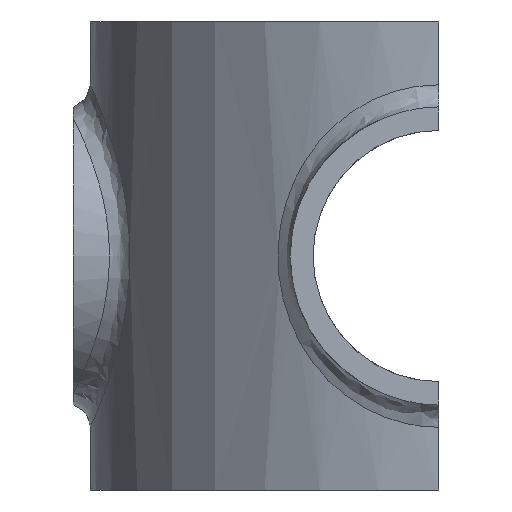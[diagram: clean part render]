
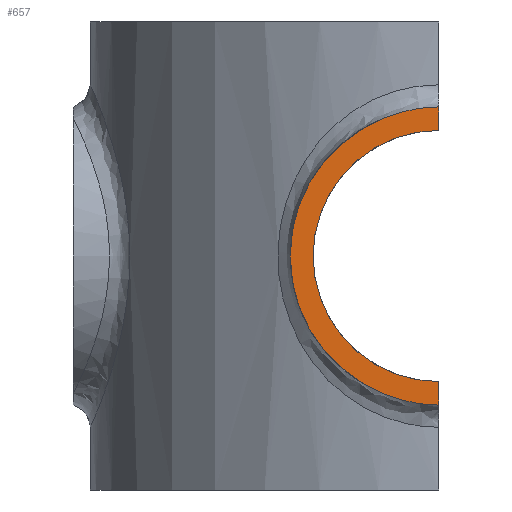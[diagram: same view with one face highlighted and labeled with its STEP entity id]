
A CAD part, left-side view. The second image highlights one B-rep face of the part: STEP entity #657.
In plain terms, the highlighted planar face has unit normal (-1, 0, 0).
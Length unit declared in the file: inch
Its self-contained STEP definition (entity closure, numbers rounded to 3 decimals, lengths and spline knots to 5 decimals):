
#32=B_SPLINE_CURVE_WITH_KNOTS('',3,(#1232,#1233,#1234,#1235,#1236,#1237,
#1238,#1239,#1240,#1241,#1242,#1243),.UNSPECIFIED.,.F.,.F.,(4,2,2,2,2,4),
(12.87237,13.79182,15.17892,17.99537,22.01287,
25.73586),.UNSPECIFIED.);
#34=B_SPLINE_CURVE_WITH_KNOTS('',3,(#1262,#1263,#1264,#1265,#1266,#1267,
#1268,#1269,#1270,#1271,#1272,#1273),.UNSPECIFIED.,.F.,.F.,(4,2,2,2,2,4),
(0.,6.34304,10.25224,11.77472,12.79691,
12.87237),.UNSPECIFIED.);
#57=CIRCLE('',#700,13.);
#70=CIRCLE('',#728,11.);
#105=FACE_OUTER_BOUND('',#144,.T.);
#144=EDGE_LOOP('',(#573,#574,#575,#576,#577,#578));
#190=LINE('',#1977,#243);
#201=LINE('',#2268,#254);
#243=VECTOR('',#843,0.3937);
#254=VECTOR('',#874,0.3937);
#286=VERTEX_POINT('',#1114);
#288=VERTEX_POINT('',#1220);
#289=VERTEX_POINT('',#1231);
#290=VERTEX_POINT('',#1244);
#309=VERTEX_POINT('',#1975);
#315=VERTEX_POINT('',#2267);
#357=EDGE_CURVE('',#289,#288,#32,.F.);
#359=EDGE_CURVE('',#290,#286,#34,.T.);
#360=EDGE_CURVE('',#290,#289,#57,.T.);
#388=EDGE_CURVE('',#288,#309,#190,.F.);
#405=EDGE_CURVE('',#315,#286,#201,.T.);
#408=EDGE_CURVE('',#309,#315,#70,.T.);
#573=ORIENTED_EDGE('',*,*,#408,.T.);
#574=ORIENTED_EDGE('',*,*,#405,.T.);
#575=ORIENTED_EDGE('',*,*,#359,.F.);
#576=ORIENTED_EDGE('',*,*,#360,.T.);
#577=ORIENTED_EDGE('',*,*,#357,.T.);
#578=ORIENTED_EDGE('',*,*,#388,.T.);
#622=PLANE('',#729);
#657=ADVANCED_FACE('',(#105),#622,.F.);
#700=AXIS2_PLACEMENT_3D('',#1275,#806,#807);
#728=AXIS2_PLACEMENT_3D('',#2273,#882,#883);
#729=AXIS2_PLACEMENT_3D('',#2274,#884,#885);
#806=DIRECTION('center_axis',(-1.,0.,0.));
#807=DIRECTION('ref_axis',(0.,1.,0.));
#843=DIRECTION('',(0.,0.,-1.));
#874=DIRECTION('',(0.,0.,1.));
#882=DIRECTION('center_axis',(1.,0.,0.));
#883=DIRECTION('ref_axis',(0.,0.,-1.));
#884=DIRECTION('center_axis',(1.,0.,0.));
#885=DIRECTION('ref_axis',(0.,0.,-1.));
#1114=CARTESIAN_POINT('',(-32.,0.,33.56351));
#1220=CARTESIAN_POINT('',(-32.,0.,7.43649));
#1231=CARTESIAN_POINT('',(-32.,4.92172,8.46768));
#1232=CARTESIAN_POINT('Ctrl Pts',(-32.,0.,7.43649));
#1233=CARTESIAN_POINT('Ctrl Pts',(-32.,0.12067,7.43649));
#1234=CARTESIAN_POINT('Ctrl Pts',(-32.,0.2413,7.4384));
#1235=CARTESIAN_POINT('Ctrl Pts',(-32.,0.54387,7.44794));
#1236=CARTESIAN_POINT('Ctrl Pts',(-32.,0.72556,7.45801));
#1237=CARTESIAN_POINT('Ctrl Pts',(-32.,1.27554,7.50144));
#1238=CARTESIAN_POINT('Ctrl Pts',(-32.,1.64162,7.54803));
#1239=CARTESIAN_POINT('Ctrl Pts',(-32.,2.52532,7.70137));
#1240=CARTESIAN_POINT('Ctrl Pts',(-32.,3.03702,7.82462));
#1241=CARTESIAN_POINT('Ctrl Pts',(-32.,4.00967,8.11764));
#1242=CARTESIAN_POINT('Ctrl Pts',(-32.,4.46949,8.2827));
#1243=CARTESIAN_POINT('Ctrl Pts',(-32.,4.92172,8.46768));
#1244=CARTESIAN_POINT('',(-32.,4.92172,32.53232));
#1262=CARTESIAN_POINT('Ctrl Pts',(-32.,4.92172,32.53232));
#1263=CARTESIAN_POINT('Ctrl Pts',(-32.,4.15126,32.84747));
#1264=CARTESIAN_POINT('Ctrl Pts',(-32.,3.36071,33.10401));
#1265=CARTESIAN_POINT('Ctrl Pts',(-32.,2.04645,33.39224));
#1266=CARTESIAN_POINT('Ctrl Pts',(-32.,1.54105,33.47149));
#1267=CARTESIAN_POINT('Ctrl Pts',(-32.,0.83101,33.53513));
#1268=CARTESIAN_POINT('Ctrl Pts',(-32.,0.63171,33.54785));
#1269=CARTESIAN_POINT('Ctrl Pts',(-32.,0.29796,33.56042));
#1270=CARTESIAN_POINT('Ctrl Pts',(-32.,0.16387,33.56312));
#1271=CARTESIAN_POINT('Ctrl Pts',(-32.,0.01981,33.5635));
#1272=CARTESIAN_POINT('Ctrl Pts',(-32.,0.0099,33.56351));
#1273=CARTESIAN_POINT('Ctrl Pts',(-32.,0.,33.56351));
#1275=CARTESIAN_POINT('Origin',(-32.,0.,20.5));
#1975=CARTESIAN_POINT('',(-32.,0.,9.5));
#1977=CARTESIAN_POINT('',(-32.,0.,10.25));
#2267=CARTESIAN_POINT('',(-32.,0.,31.5));
#2268=CARTESIAN_POINT('',(-32.,0.,41.));
#2273=CARTESIAN_POINT('Origin',(-32.,0.,20.5));
#2274=CARTESIAN_POINT('Origin',(-32.,6.5,20.5));
